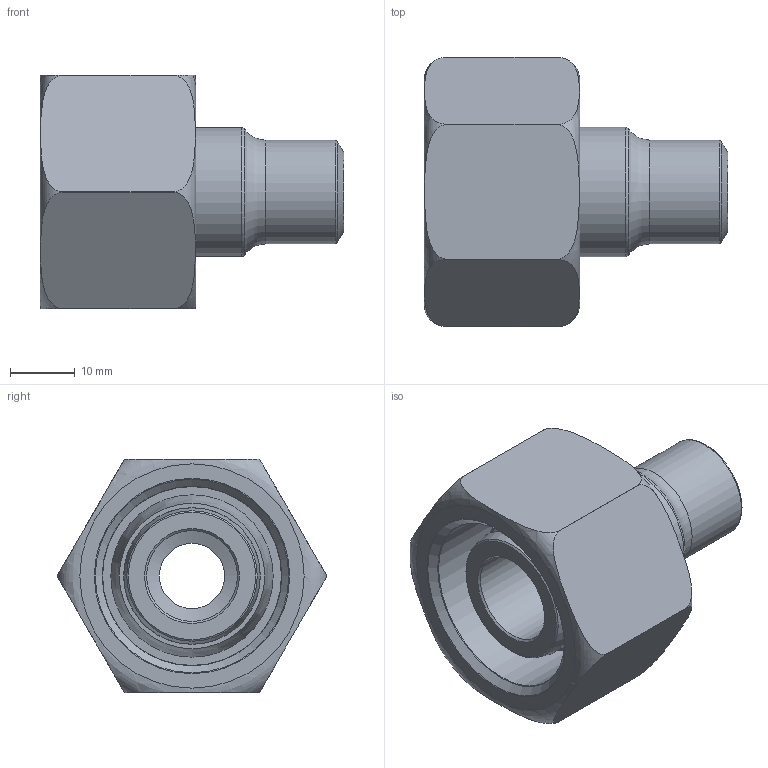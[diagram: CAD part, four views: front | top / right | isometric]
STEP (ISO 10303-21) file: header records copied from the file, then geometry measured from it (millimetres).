
FILE_DESCRIPTION(/* description */ (''),/* implementation_level */ '2;1');
FILE_NAME(/* name */ 'ARKM20-16.stp',/* time_stamp */ '2025-01-10T06:39:57+01:00',/* author */ (''),/* organization */ (''),/* preprocessor_version */ 'ST-DEVELOPER v16',/* originating_system */ 'SIEMENS PLM Software NX 10.0',/* authorisation */ '');
FILE_SCHEMA (('CONFIG_CONTROL_DESIGN'));
Length unit declared in the file: millimetre
Products named in the file (4): X-OR-20; X-ARK20-16; X-M20; ARKM20-16
Assembly tree (3 placements, depth 2):
  ARKM20-16
    X-M20
    X-ARK20-16
    X-OR-20
Bounding box: 46.82 x 41.57 x 36.01 mm (x, y, z)
Volume: 22587.6 mm3; surface area: 11608.8 mm2
Topology: 3 solids, 3 shells, 107 faces, 260 edges, 169 vertices
Faces by surface type: bspline 48, plane 22, cylinder 13, cone 12, torus 11, revolution 1
Full cylindrical faces by diameter (mm): 10.045 x1, 14 x1, 16 x1, 19.909 x1, 20.225 x1, 25 x1, 27.546 x1
Entity records: 4501 total; most frequent: CARTESIAN_POINT 2175, ORIENTED_EDGE 432, DIRECTION 239, EDGE_CURVE 216, VERTEX_POINT 157, EDGE_LOOP 152, B_SPLINE_CURVE_WITH_KNOTS 152, AXIS2_PLACEMENT_3D 111
